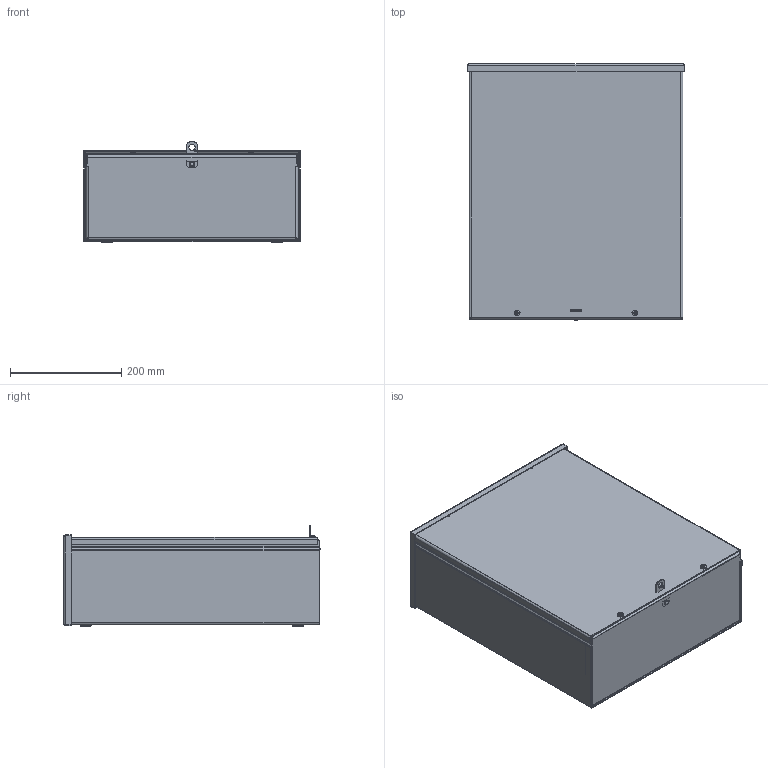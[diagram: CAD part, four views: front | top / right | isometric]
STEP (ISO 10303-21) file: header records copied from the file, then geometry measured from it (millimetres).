
FILE_DESCRIPTION(/* description */ ('RSC, S.S., NK, BACK-LEFT-RIGHT, 18X15X6'),/* implementation_level */ '2;1');
FILE_NAME(/* name */ 'RSC151806NKSS.stp',/* time_stamp */ '2017-10-17T06:53:44-05:00',/* author */ ('jkolesa'),/* organization */ (''),/* preprocessor_version */ 'ST-DEVELOPER v16.1',/* originating_system */ 'Autodesk Inventor 2016',/* authorisation */ '');
FILE_SCHEMA (('AUTOMOTIVE_DESIGN { 1 0 10303 214 3 1 1 }'));
Length unit declared in the file: inch
Products named in the file (11): RSC151806NKSSBLR; RSC1506NKSSBTM; RSC1506NKSSCAP; RSC1518NKSSLID; 34984; 37210; 39077; HFW384002; HFW369104; RSC_NKSSLIDBRKT_16GA; RSC151806NKSS
Assembly tree (13 placements, depth 2):
  RSC151806NKSS
    RSC151806NKSSBLR
    RSC1506NKSSBTM
    RSC1506NKSSCAP
    RSC1518NKSSLID
    34984  x2
    37210  x2
    39077  x2
    HFW384002
    HFW369104
    RSC_NKSSLIDBRKT_16GA
Bounding box: 388.58 x 460.94 x 179.92 mm (x, y, z)
Volume: 970567.3 mm3; surface area: 1304952.9 mm2
Topology: 13 solids, 13 shells, 435 faces, 993 edges, 598 vertices
Faces by surface type: plane 251, cylinder 99, cone 34, torus 29, bspline 17, sphere 5
Full cylindrical faces by diameter (mm): 3.175 x1, 3.962 x2, 4.255 x2, 4.762 x1, 4.978 x2, 5.029 x1, 5.105 x1, 6.299 x2, 6.35 x4, 6.528 x2, 7.061 x2, 7.144 x4, 10.312 x2, 11.112 x1, 11.506 x2
Entity records: 10595 total; most frequent: CARTESIAN_POINT 2298, DIRECTION 1654, ORIENTED_EDGE 1498, EDGE_CURVE 749, AXIS2_PLACEMENT_3D 598, VERTEX_POINT 472, LINE 458, VECTOR 458
